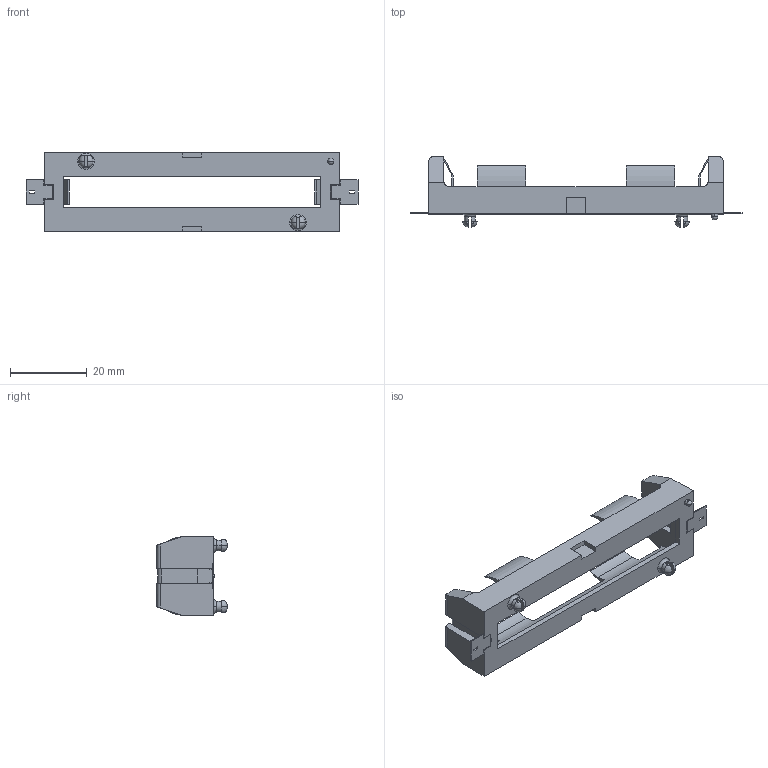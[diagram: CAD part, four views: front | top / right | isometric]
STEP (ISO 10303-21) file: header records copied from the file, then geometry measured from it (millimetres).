
FILE_DESCRIPTION (( 'STEP AP214' ), '1' );
FILE_NAME ('1042.STEP', '2019-05-26T21:20:48', ( '' ), ( '' ), 'SwSTEP 2.0', 'SolidWorks 2017', '' );
FILE_SCHEMA (( 'AUTOMOTIVE_DESIGN' ));
Length unit declared in the file: inch
Products named in the file (1): 1042
Bounding box: 86.46 x 18.29 x 20.65 mm (x, y, z)
Volume: 5719.6 mm3; surface area: 6371.5 mm2
Topology: 3 solids, 3 shells, 209 faces, 536 edges, 333 vertices
Faces by surface type: plane 159, cylinder 36, torus 12, sphere 2
Entity records: 6386 total; most frequent: CARTESIAN_POINT 1253, ORIENTED_EDGE 1068, DIRECTION 1030, EDGE_CURVE 534, LINE 402, VECTOR 402, VERTEX_POINT 333, AXIS2_PLACEMENT_3D 314
